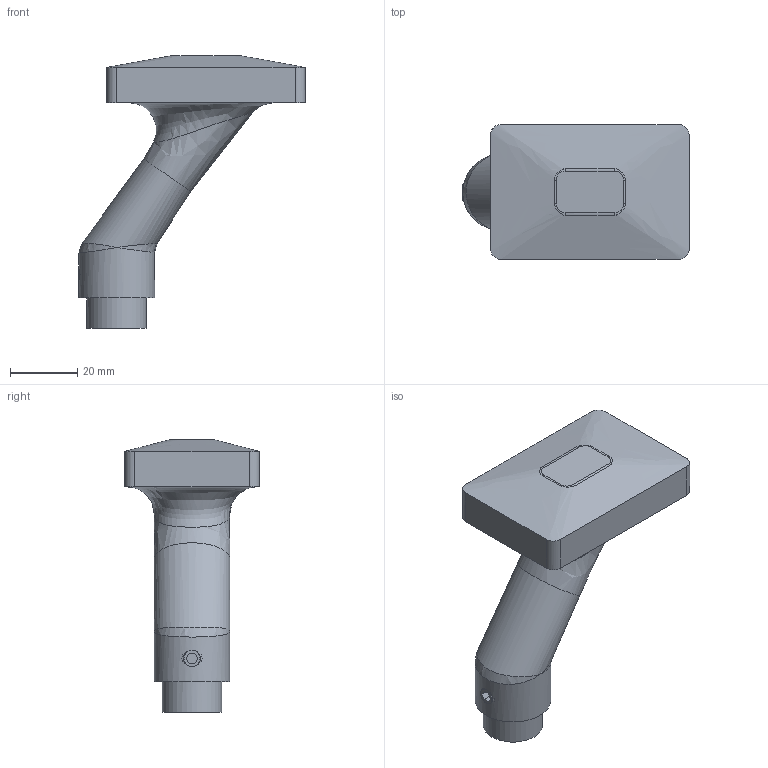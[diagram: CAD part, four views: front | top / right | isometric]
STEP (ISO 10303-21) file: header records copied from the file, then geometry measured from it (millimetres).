
FILE_DESCRIPTION (( 'STEP AP203' ), '1' );
FILE_NAME ('56661-240.STEP', '2022-04-11T14:04:05', ( '' ), ( '' ), 'SwSTEP 2.0', 'SolidWorks 2018', '' );
FILE_SCHEMA (( 'CONFIG_CONTROL_DESIGN' ));
Length unit declared in the file: millimetre
Products named in the file (3): 56661-240 Teil1_56661-240 Teil1; 56661-240; DIN914_DIN 914 M6x8
Assembly tree (2 placements, depth 2):
  56661-240
    56661-240 Teil1_56661-240 Teil1
    DIN914_DIN 914 M6x8
Bounding box: 67.25 x 40 x 81 mm (x, y, z)
Volume: 52772.7 mm3; surface area: 14552.8 mm2
Topology: 2 solids, 2 shells, 321 faces, 868 edges, 575 vertices
Faces by surface type: plane 169, bspline 132, cylinder 14, cone 6
Full cylindrical faces by diameter (mm): 5 x2, 6 x1, 17.7 x1, 17.9 x1, 22.5 x1
Entity records: 18178 total; most frequent: CARTESIAN_POINT 10871, ORIENTED_EDGE 1680, DIRECTION 972, EDGE_CURVE 840, VERTEX_POINT 566, VECTOR 524, LINE 524, EDGE_LOOP 368
